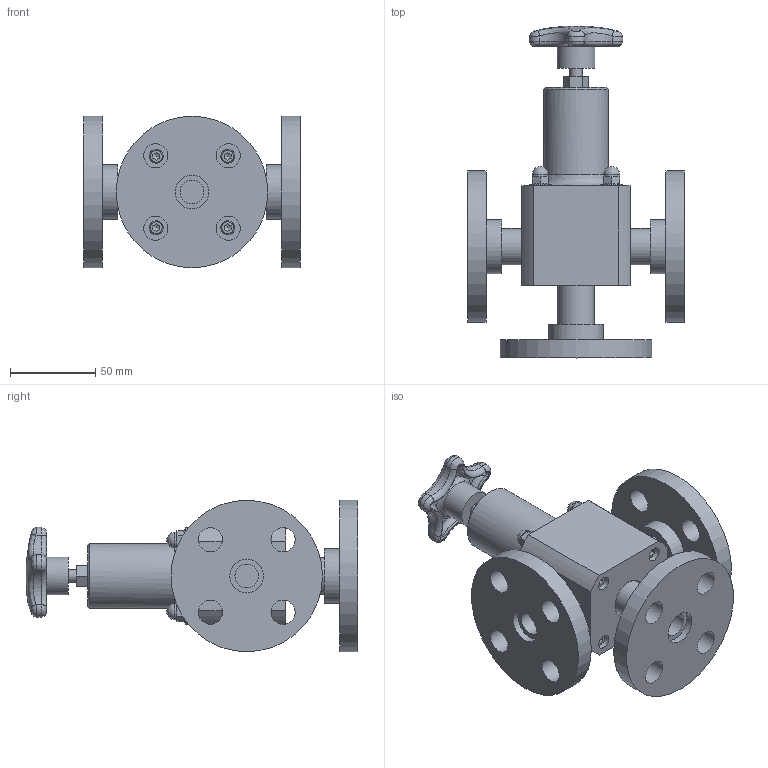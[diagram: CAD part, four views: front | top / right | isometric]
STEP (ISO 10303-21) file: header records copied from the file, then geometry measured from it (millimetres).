
FILE_DESCRIPTION((''),'2;1');
FILE_NAME('TVPF45-PP_R0.ipt.stp','2017-04-04T12:15:03',(''),(''),'Autodesk Inventor 2009','Autodesk Inventor 2009','');
FILE_SCHEMA(('AUTOMOTIVE_DESIGN { 1 0 10303 214 1 1 1 1 }'));
Length unit declared in the file: inch
Products named in the file (1): TVPF45-PP_R0
Bounding box: 127 x 194.81 x 88.9 mm (x, y, z)
Volume: 488626.2 mm3; surface area: 94891 mm2
Topology: 1 solids, 10 shells, 392 faces, 917 edges, 567 vertices
Faces by surface type: plane 159, cylinder 72, cone 72, bspline 61, torus 15, sphere 13
Full cylindrical faces by diameter (mm): 3.734 x4, 7.442 x1, 7.925 x4, 9.525 x4, 12.7 x4, 13.868 x3, 14.224 x12, 19.812 x3, 21.336 x3, 22.098 x1, 31.75 x3, 38.1 x2, 38.735 x1, 88.9 x3
Entity records: 13240 total; most frequent: CARTESIAN_POINT 4827, DIRECTION 1650, ORIENTED_EDGE 1598, EDGE_CURVE 799, AXIS2_PLACEMENT_3D 722, VERTEX_POINT 540, EDGE_LOOP 539, FACE_OUTER_BOUND 392
